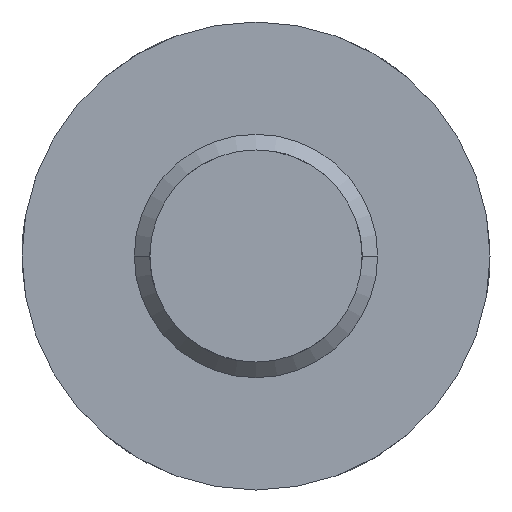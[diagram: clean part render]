
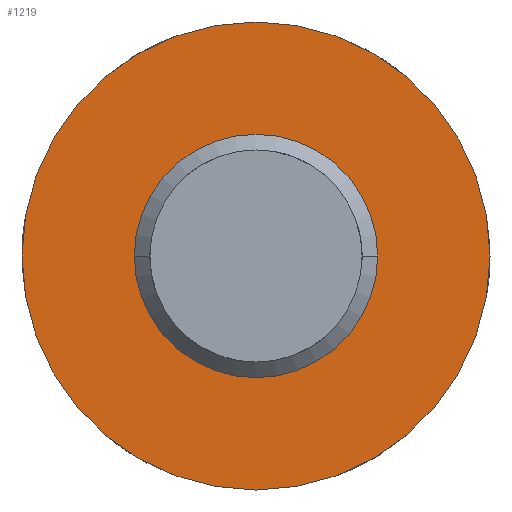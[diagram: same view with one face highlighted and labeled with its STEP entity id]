
A CAD part, front view. The second image highlights one B-rep face of the part: STEP entity #1219.
In plain terms, the highlighted face is planar.
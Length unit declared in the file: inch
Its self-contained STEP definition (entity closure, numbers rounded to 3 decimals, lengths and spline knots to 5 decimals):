
#16 = VERTEX_POINT ( 'NONE', #2107 ) ;
#23 = ORIENTED_EDGE ( 'NONE', *, *, #727, .T. ) ;
#80 = AXIS2_PLACEMENT_3D ( 'NONE', #458, #2716, #3568 ) ;
#158 = ORIENTED_EDGE ( 'NONE', *, *, #2478, .T. ) ;
#385 = FACE_OUTER_BOUND ( 'NONE', #1563, .T. ) ;
#458 = CARTESIAN_POINT ( 'NONE',  ( 0., 0., 0.1875 ) ) ;
#479 = CARTESIAN_POINT ( 'NONE',  ( 0., 0., 0.1875 ) ) ;
#519 = VERTEX_POINT ( 'NONE', #767 ) ;
#727 = EDGE_CURVE ( 'NONE', #2123, #2754, #2349, .T. ) ;
#767 = CARTESIAN_POINT ( 'NONE',  ( -0.24375, 0., 0.1875 ) ) ;
#838 = EDGE_CURVE ( 'NONE', #16, #519, #2178, .T. ) ;
#1181 = DIRECTION ( 'NONE',  ( -1., 0., 0. ) ) ;
#1209 = ORIENTED_EDGE ( 'NONE', *, *, #2369, .F. ) ;
#1219 = ADVANCED_FACE ( 'NONE', ( #385, #1885 ), #2387, .T. ) ;
#1327 = AXIS2_PLACEMENT_3D ( 'NONE', #479, #1390, #3334 ) ;
#1390 = DIRECTION ( 'NONE',  ( 0., 0., -1. ) ) ;
#1443 = AXIS2_PLACEMENT_3D ( 'NONE', #2545, #3409, #1181 ) ;
#1504 = DIRECTION ( 'NONE',  ( 0., 0., -1. ) ) ;
#1518 = CARTESIAN_POINT ( 'NONE',  ( -0.24375, 0., 0.1875 ) ) ;
#1563 = EDGE_LOOP ( 'NONE', ( #158, #23 ) ) ;
#1885 = FACE_BOUND ( 'NONE', #3362, .T. ) ;
#2057 = DIRECTION ( 'NONE',  ( -1., 0., 0. ) ) ;
#2086 = DIRECTION ( 'NONE',  ( 0., 0., -1. ) ) ;
#2107 = CARTESIAN_POINT ( 'NONE',  ( 0.24375, 0., 0.1875 ) ) ;
#2123 = VERTEX_POINT ( 'NONE', #2278 ) ;
#2178 = CIRCLE ( 'NONE', #80, 0.24375 ) ;
#2278 = CARTESIAN_POINT ( 'NONE',  ( 0.46875, 0., 0.1875 ) ) ;
#2349 = CIRCLE ( 'NONE', #2651, 0.46875 ) ;
#2369 = EDGE_CURVE ( 'NONE', #519, #16, #3002, .T. ) ;
#2387 = PLANE ( 'NONE',  #3510 ) ;
#2430 = DIRECTION ( 'NONE',  ( -1., 0., 0. ) ) ;
#2478 = EDGE_CURVE ( 'NONE', #2754, #2123, #3539, .T. ) ;
#2545 = CARTESIAN_POINT ( 'NONE',  ( 0., 0., 0.1875 ) ) ;
#2596 = CARTESIAN_POINT ( 'NONE',  ( -0.46875, 0., 0.1875 ) ) ;
#2651 = AXIS2_PLACEMENT_3D ( 'NONE', #2654, #1504, #2057 ) ;
#2654 = CARTESIAN_POINT ( 'NONE',  ( 0., 0., 0.1875 ) ) ;
#2716 = DIRECTION ( 'NONE',  ( 0., 0., -1. ) ) ;
#2754 = VERTEX_POINT ( 'NONE', #2596 ) ;
#3002 = CIRCLE ( 'NONE', #1327, 0.24375 ) ;
#3334 = DIRECTION ( 'NONE',  ( -1., 0., 0. ) ) ;
#3362 = EDGE_LOOP ( 'NONE', ( #3423, #1209 ) ) ;
#3409 = DIRECTION ( 'NONE',  ( 0., 0., -1. ) ) ;
#3423 = ORIENTED_EDGE ( 'NONE', *, *, #838, .F. ) ;
#3510 = AXIS2_PLACEMENT_3D ( 'NONE', #1518, #2086, #2430 ) ;
#3539 = CIRCLE ( 'NONE', #1443, 0.46875 ) ;
#3568 = DIRECTION ( 'NONE',  ( -1., 0., 0. ) ) ;
